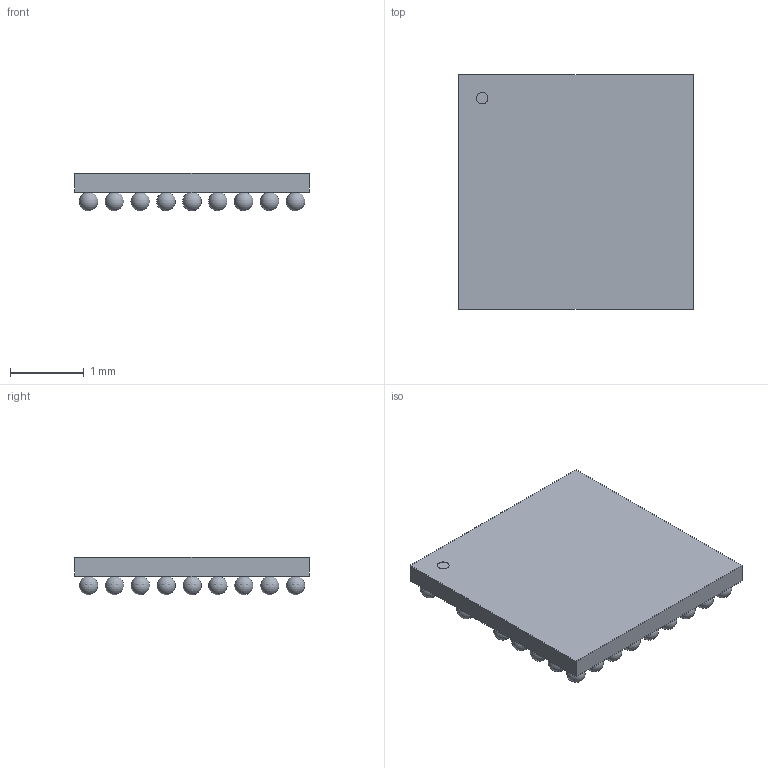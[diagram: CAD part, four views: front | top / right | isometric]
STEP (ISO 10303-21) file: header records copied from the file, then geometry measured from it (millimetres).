
FILE_DESCRIPTION(('STEP AP214'),'1');
FILE_NAME('WLCSP75_3_175X3_175_NOR','2022-10-27T06:02:43',(''),(''),'','','');
FILE_SCHEMA(('AUTOMOTIVE_DESIGN'));
Length unit declared in the file: millimetre
Products named in the file (1): product
Bounding box: 3.18 x 3.18 x 0.51 mm (x, y, z)
Volume: 3.2 mm3; surface area: 38.7 mm2
Topology: 77 solids, 77 shells, 84 faces, 240 edges, 160 vertices
Faces by surface type: sphere 75, plane 8, cylinder 1
Full cylindrical faces by diameter (mm): 0.159 x1
Entity records: 931 total; most frequent: DIRECTION 188, CARTESIAN_POINT 98, AXIS2_PLACEMENT_3D 88, STYLED_ITEM 84, ADVANCED_FACE 84, MANIFOLD_SOLID_BREP 77, CLOSED_SHELL 77, SPHERICAL_SURFACE 75
